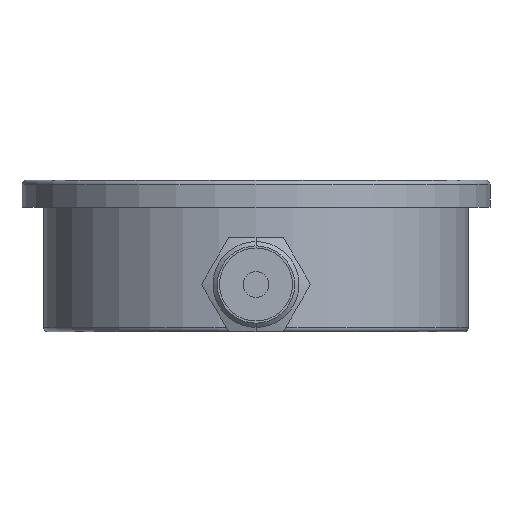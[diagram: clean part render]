
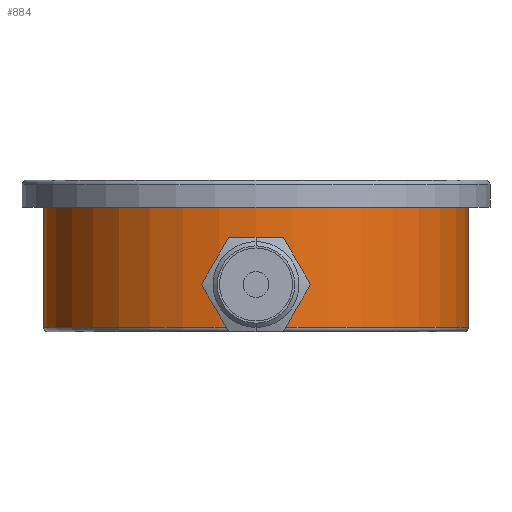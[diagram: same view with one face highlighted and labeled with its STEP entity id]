
A CAD part, front view. The second image highlights one B-rep face of the part: STEP entity #884.
In plain terms, the highlighted cylindrical face has radius 49.5 mm (diameter 99 mm), a partial arc.
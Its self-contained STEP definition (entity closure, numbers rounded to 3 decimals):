
#5 = CARTESIAN_POINT ( 'NONE',  ( -49.5, 0., 0. ) ) ;
#12 = DIRECTION ( 'NONE',  ( 0., 0., -1. ) ) ;
#272 = VERTEX_POINT ( 'NONE', #1609 ) ;
#293 = VERTEX_POINT ( 'NONE', #1580 ) ;
#303 = VERTEX_POINT ( 'NONE', #1539 ) ;
#321 = VERTEX_POINT ( 'NONE', #1557 ) ;
#369 = CIRCLE ( 'NONE', #616, 49.5 ) ;
#414 = EDGE_CURVE ( 'NONE', #303, #293, #369, .T. ) ;
#423 = EDGE_CURVE ( 'NONE', #321, #272, #2170, .T. ) ;
#435 = EDGE_CURVE ( 'NONE', #272, #303, #2185, .T. ) ;
#443 = EDGE_CURVE ( 'NONE', #321, #293, #2199, .T. ) ;
#616 = AXIS2_PLACEMENT_3D ( 'NONE', #2752, #2775, #2749 ) ;
#620 = AXIS2_PLACEMENT_3D ( 'NONE', #2755, #2750, #2717 ) ;
#683 = EDGE_LOOP ( 'NONE', ( #793, #794, #795, #796 ) ) ;
#793 = ORIENTED_EDGE ( 'NONE', *, *, #443, .F. ) ;
#794 = ORIENTED_EDGE ( 'NONE', *, *, #423, .T. ) ;
#795 = ORIENTED_EDGE ( 'NONE', *, *, #435, .T. ) ;
#796 = ORIENTED_EDGE ( 'NONE', *, *, #414, .T. ) ;
#884 = ADVANCED_FACE ( 'NONE', ( #2438 ), #2441, .T. ) ;
#1539 = CARTESIAN_POINT ( 'NONE',  ( -49.5, 0., -35. ) ) ;
#1557 = CARTESIAN_POINT ( 'NONE',  ( 49.5, 0., -7. ) ) ;
#1580 = CARTESIAN_POINT ( 'NONE',  ( 49.5, 0., -35. ) ) ;
#1609 = CARTESIAN_POINT ( 'NONE',  ( -49.5, 0., -7. ) ) ;
#1802 = DIRECTION ( 'NONE',  ( 0., 0., -1. ) ) ;
#1803 = DIRECTION ( 'NONE',  ( -1., 0., 0. ) ) ;
#1806 = CARTESIAN_POINT ( 'NONE',  ( 0., 0., 0. ) ) ;
#2157 = DIRECTION ( 'NONE',  ( 0., 0., -1. ) ) ;
#2158 = CARTESIAN_POINT ( 'NONE',  ( 49.5, 0., 0. ) ) ;
#2170 = CIRCLE ( 'NONE', #620, 49.5 ) ;
#2185 = LINE ( 'NONE', #5, #2192 ) ;
#2192 = VECTOR ( 'NONE', #12, 1000. ) ;
#2199 = LINE ( 'NONE', #2158, #2204 ) ;
#2204 = VECTOR ( 'NONE', #2157, 1000. ) ;
#2438 = FACE_OUTER_BOUND ( 'NONE', #683, .T. ) ;
#2441 = CYLINDRICAL_SURFACE ( 'NONE', #2615, 49.5 ) ;
#2615 = AXIS2_PLACEMENT_3D ( 'NONE', #1806, #1802, #1803 ) ;
#2717 = DIRECTION ( 'NONE',  ( -1., 0., 0. ) ) ;
#2749 = DIRECTION ( 'NONE',  ( -1., 0., 0. ) ) ;
#2750 = DIRECTION ( 'NONE',  ( 0., 0., -1. ) ) ;
#2752 = CARTESIAN_POINT ( 'NONE',  ( 0., 0., -35. ) ) ;
#2755 = CARTESIAN_POINT ( 'NONE',  ( 0., 0., -7. ) ) ;
#2775 = DIRECTION ( 'NONE',  ( 0., 0., 1. ) ) ;
